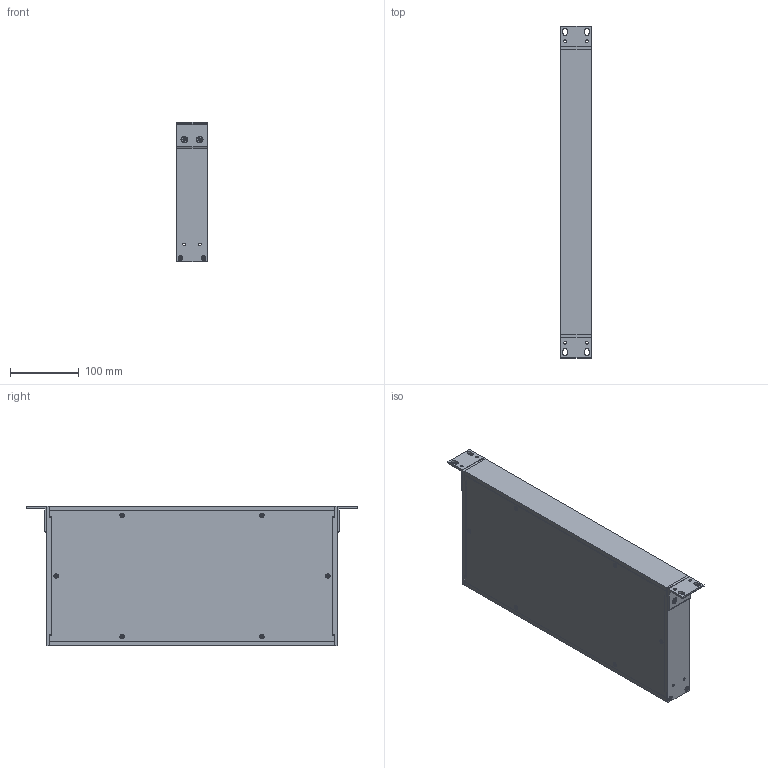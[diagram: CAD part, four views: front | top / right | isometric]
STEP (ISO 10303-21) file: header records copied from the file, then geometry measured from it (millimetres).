
FILE_DESCRIPTION (( 'STEP AP214' ), '1' );
FILE_NAME ('RM1U1908SBK.STEP', '2021-09-10T10:07:12', ( '' ), ( '' ), 'SwSTEP 2.0', 'SolidWorks 2021', '' );
FILE_SCHEMA (( 'AUTOMOTIVE_DESIGN' ));
Length unit declared in the file: inch
Products named in the file (1): RM1U1908SBK
Bounding box: 43.69 x 482.61 x 203.2 mm (x, y, z)
Volume: 571051.3 mm3; surface area: 530887.9 mm2
Topology: 44 solids, 44 shells, 1184 faces, 3190 edges, 2102 vertices
Faces by surface type: plane 564, cone 336, cylinder 188, bspline 96
Full cylindrical faces by diameter (mm): 2.5 x12, 2.845 x12, 3.5 x8, 3.505 x8, 3.962 x8, 3.988 x4, 4 x12, 4.3 x24, 4.826 x4, 5.429 x12, 5.5 x4, 6.045 x8, 8.458 x4
Entity records: 55021 total; most frequent: CARTESIAN_POINT 12273, ORIENTED_EDGE 5760, DIRECTION 4858, EDGE_CURVE 2880, VERTEX_POINT 2000, AXIS2_PLACEMENT_3D 1849, EDGE_LOOP 1552, FACE_OUTER_BOUND 1304
